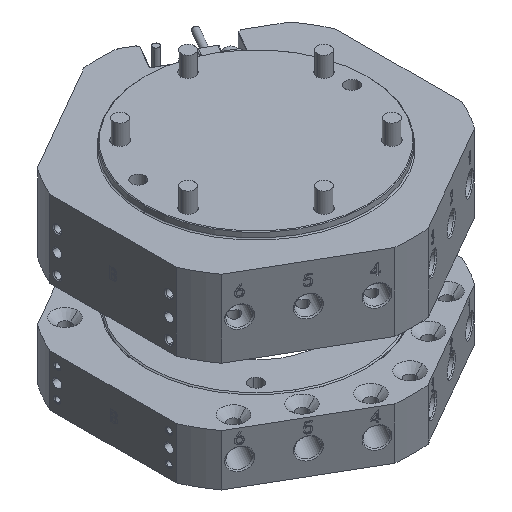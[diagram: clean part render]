
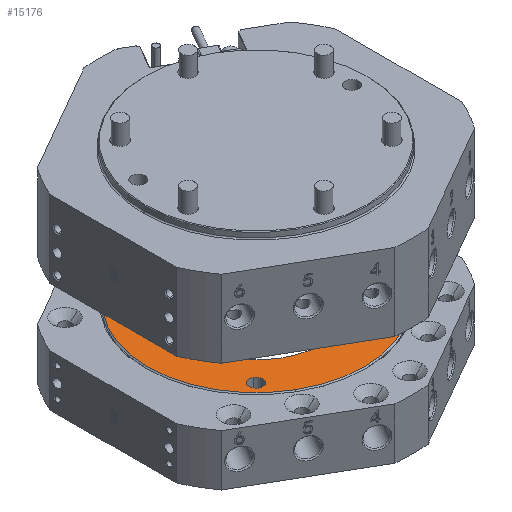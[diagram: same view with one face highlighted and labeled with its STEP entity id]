
A CAD part, isometric view. The second image highlights one B-rep face of the part: STEP entity #15176.
In plain terms, the highlighted face is planar.
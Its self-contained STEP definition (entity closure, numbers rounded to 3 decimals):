
#222 = ORIENTED_EDGE ( 'NONE', *, *, #33032, .F. ) ;
#1944 = DIRECTION ( 'NONE',  ( -1., 0., 0. ) ) ;
#2147 = CIRCLE ( 'NONE', #34569, 48.5 ) ;
#3052 = VERTEX_POINT ( 'NONE', #35608 ) ;
#4551 = DIRECTION ( 'NONE',  ( 0., 0., -1. ) ) ;
#4604 = CARTESIAN_POINT ( 'NONE',  ( -38.535, -11.129, 0. ) ) ;
#4778 = CARTESIAN_POINT ( 'NONE',  ( -41.535, -11.129, 0. ) ) ;
#4804 = VERTEX_POINT ( 'NONE', #42595 ) ;
#6447 = CIRCLE ( 'NONE', #6695, 3. ) ;
#6695 = AXIS2_PLACEMENT_3D ( 'NONE', #24667, #42781, #1944 ) ;
#6934 = DIRECTION ( 'NONE',  ( 1., 0., 0. ) ) ;
#7521 = DIRECTION ( 'NONE',  ( 0., 0., -1. ) ) ;
#7646 = CARTESIAN_POINT ( 'NONE',  ( 0., 0., 0. ) ) ;
#8616 = AXIS2_PLACEMENT_3D ( 'NONE', #7646, #52883, #12194 ) ;
#9376 = EDGE_CURVE ( 'NONE', #3052, #46296, #15461, .T. ) ;
#12194 = DIRECTION ( 'NONE',  ( 1., 0., 0. ) ) ;
#14478 = AXIS2_PLACEMENT_3D ( 'NONE', #26770, #45313, #22560 ) ;
#15176 = ADVANCED_FACE ( 'NONE', ( #28524, #29979, #54258, #16406 ), #16211, .F. ) ;
#15461 = CIRCLE ( 'NONE', #34157, 3. ) ;
#15784 = AXIS2_PLACEMENT_3D ( 'NONE', #43709, #44507, #21362 ) ;
#15858 = ORIENTED_EDGE ( 'NONE', *, *, #43838, .F. ) ;
#16211 = PLANE ( 'NONE',  #52718 ) ;
#16406 = FACE_BOUND ( 'NONE', #29865, .T. ) ;
#16637 = EDGE_CURVE ( 'NONE', #49239, #33519, #43420, .T. ) ;
#17339 = CARTESIAN_POINT ( 'NONE',  ( 48.5, 0., 0. ) ) ;
#17808 = AXIS2_PLACEMENT_3D ( 'NONE', #51975, #28837, #55787 ) ;
#18465 = DIRECTION ( 'NONE',  ( 1., 0., 0. ) ) ;
#21362 = DIRECTION ( 'NONE',  ( 1., 0., 0. ) ) ;
#22560 = DIRECTION ( 'NONE',  ( -1., 0., 0. ) ) ;
#22607 = ORIENTED_EDGE ( 'NONE', *, *, #16637, .F. ) ;
#23431 = EDGE_CURVE ( 'NONE', #33519, #49239, #44916, .T. ) ;
#24456 = CIRCLE ( 'NONE', #15784, 48.5 ) ;
#24667 = CARTESIAN_POINT ( 'NONE',  ( 40.407, 14.707, 0. ) ) ;
#25605 = DIRECTION ( 'NONE',  ( 1., 0., 0. ) ) ;
#26562 = CARTESIAN_POINT ( 'NONE',  ( -30.5, 0., 0. ) ) ;
#26770 = CARTESIAN_POINT ( 'NONE',  ( 40.407, 14.707, 0. ) ) ;
#27039 = VERTEX_POINT ( 'NONE', #17339 ) ;
#27279 = DIRECTION ( 'NONE',  ( 0., 0., -1. ) ) ;
#28524 = FACE_OUTER_BOUND ( 'NONE', #30006, .T. ) ;
#28837 = DIRECTION ( 'NONE',  ( 0., 0., -1. ) ) ;
#29865 = EDGE_LOOP ( 'NONE', ( #22607, #46859 ) ) ;
#29979 = FACE_BOUND ( 'NONE', #46400, .T. ) ;
#30006 = EDGE_LOOP ( 'NONE', ( #43511, #50935 ) ) ;
#30296 = CARTESIAN_POINT ( 'NONE',  ( 30.5, 0., 0. ) ) ;
#30933 = CARTESIAN_POINT ( 'NONE',  ( -48.5, 0., 0. ) ) ;
#33032 = EDGE_CURVE ( 'NONE', #4804, #49266, #42444, .T. ) ;
#33519 = VERTEX_POINT ( 'NONE', #30296 ) ;
#34157 = AXIS2_PLACEMENT_3D ( 'NONE', #4778, #27279, #49624 ) ;
#34569 = AXIS2_PLACEMENT_3D ( 'NONE', #50563, #4551, #18465 ) ;
#35608 = CARTESIAN_POINT ( 'NONE',  ( -44.535, -11.129, 0. ) ) ;
#36493 = CIRCLE ( 'NONE', #17808, 3. ) ;
#37011 = AXIS2_PLACEMENT_3D ( 'NONE', #43576, #7521, #6934 ) ;
#37121 = EDGE_CURVE ( 'NONE', #49266, #4804, #6447, .T. ) ;
#39511 = VERTEX_POINT ( 'NONE', #30933 ) ;
#40873 = CARTESIAN_POINT ( 'NONE',  ( 43.407, 14.707, 0. ) ) ;
#42444 = CIRCLE ( 'NONE', #14478, 3. ) ;
#42595 = CARTESIAN_POINT ( 'NONE',  ( 37.407, 14.707, 0. ) ) ;
#42781 = DIRECTION ( 'NONE',  ( 0., 0., -1. ) ) ;
#43420 = CIRCLE ( 'NONE', #37011, 30.5 ) ;
#43511 = ORIENTED_EDGE ( 'NONE', *, *, #56449, .T. ) ;
#43576 = CARTESIAN_POINT ( 'NONE',  ( 0., 0., 0. ) ) ;
#43709 = CARTESIAN_POINT ( 'NONE',  ( 0., 0., 0. ) ) ;
#43812 = ORIENTED_EDGE ( 'NONE', *, *, #37121, .F. ) ;
#43838 = EDGE_CURVE ( 'NONE', #46296, #3052, #36493, .T. ) ;
#44507 = DIRECTION ( 'NONE',  ( 0., 0., -1. ) ) ;
#44916 = CIRCLE ( 'NONE', #8616, 30.5 ) ;
#45313 = DIRECTION ( 'NONE',  ( 0., 0., -1. ) ) ;
#45831 = EDGE_LOOP ( 'NONE', ( #52454, #15858 ) ) ;
#46296 = VERTEX_POINT ( 'NONE', #4604 ) ;
#46400 = EDGE_LOOP ( 'NONE', ( #222, #43812 ) ) ;
#46859 = ORIENTED_EDGE ( 'NONE', *, *, #23431, .F. ) ;
#49239 = VERTEX_POINT ( 'NONE', #26562 ) ;
#49266 = VERTEX_POINT ( 'NONE', #40873 ) ;
#49624 = DIRECTION ( 'NONE',  ( -1., 0., 0. ) ) ;
#50563 = CARTESIAN_POINT ( 'NONE',  ( 0., 0., 0. ) ) ;
#50935 = ORIENTED_EDGE ( 'NONE', *, *, #52961, .T. ) ;
#51975 = CARTESIAN_POINT ( 'NONE',  ( -41.535, -11.129, 0. ) ) ;
#52330 = CARTESIAN_POINT ( 'NONE',  ( 0., 0., 0. ) ) ;
#52454 = ORIENTED_EDGE ( 'NONE', *, *, #9376, .F. ) ;
#52718 = AXIS2_PLACEMENT_3D ( 'NONE', #52330, #52928, #25605 ) ;
#52883 = DIRECTION ( 'NONE',  ( 0., 0., -1. ) ) ;
#52928 = DIRECTION ( 'NONE',  ( 0., 0., 1. ) ) ;
#52961 = EDGE_CURVE ( 'NONE', #39511, #27039, #24456, .T. ) ;
#54258 = FACE_BOUND ( 'NONE', #45831, .T. ) ;
#55787 = DIRECTION ( 'NONE',  ( -1., 0., 0. ) ) ;
#56449 = EDGE_CURVE ( 'NONE', #27039, #39511, #2147, .T. ) ;
